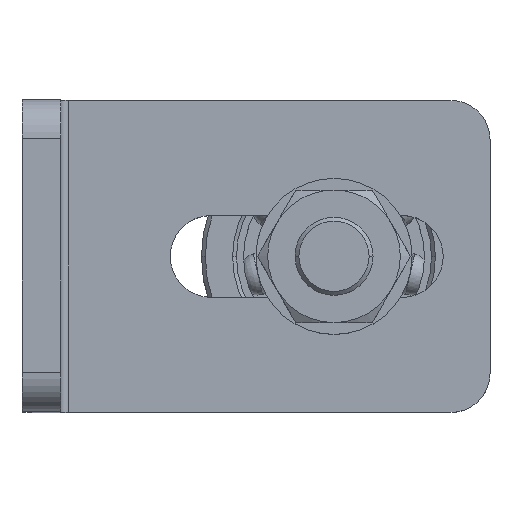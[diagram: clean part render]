
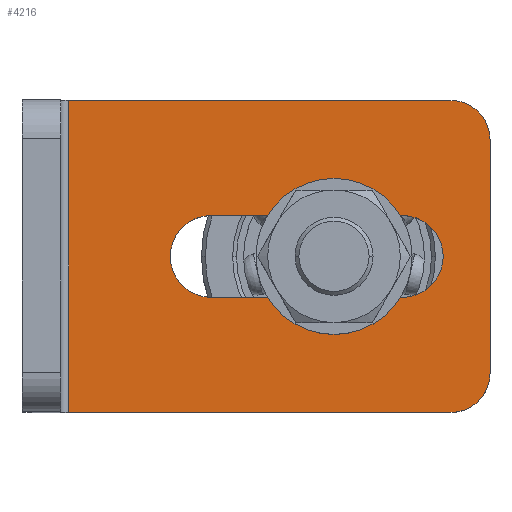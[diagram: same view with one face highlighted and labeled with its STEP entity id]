
A CAD part, top view. The second image highlights one B-rep face of the part: STEP entity #4216.
In plain terms, the highlighted planar face has unit normal (0, 0, 1).
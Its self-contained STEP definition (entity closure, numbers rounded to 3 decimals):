
#86 = VERTEX_POINT ( 'NONE', #4028 ) ;
#101 = AXIS2_PLACEMENT_3D ( 'NONE', #4385, #3097, #4472 ) ;
#205 = VECTOR ( 'NONE', #7558, 1000. ) ;
#226 = CARTESIAN_POINT ( 'NONE',  ( 55., 20., 5. ) ) ;
#230 = EDGE_CURVE ( 'NONE', #86, #4281, #2242, .T. ) ;
#268 = CIRCLE ( 'NONE', #4888, 5.25 ) ;
#394 = ORIENTED_EDGE ( 'NONE', *, *, #230, .T. ) ;
#725 = CARTESIAN_POINT ( 'NONE',  ( 60., -15., 5. ) ) ;
#733 = DIRECTION ( 'NONE',  ( -1., 0., 0. ) ) ;
#746 = FACE_BOUND ( 'NONE', #1629, .T. ) ;
#790 = CARTESIAN_POINT ( 'NONE',  ( 55., -15., 5. ) ) ;
#798 = CARTESIAN_POINT ( 'NONE',  ( 48.75, 0., 5. ) ) ;
#806 = VERTEX_POINT ( 'NONE', #725 ) ;
#905 = AXIS2_PLACEMENT_3D ( 'NONE', #790, #1657, #1767 ) ;
#912 = CIRCLE ( 'NONE', #6421, 5.25 ) ;
#943 = DIRECTION ( 'NONE',  ( 1., 0., 0. ) ) ;
#987 = DIRECTION ( 'NONE',  ( 0., 0., -1. ) ) ;
#1045 = LINE ( 'NONE', #3927, #4729 ) ;
#1061 = ORIENTED_EDGE ( 'NONE', *, *, #2119, .T. ) ;
#1232 = VERTEX_POINT ( 'NONE', #3615 ) ;
#1311 = VERTEX_POINT ( 'NONE', #1389 ) ;
#1348 = DIRECTION ( 'NONE',  ( 0., 0., -1. ) ) ;
#1389 = CARTESIAN_POINT ( 'NONE',  ( 48.75, -5.25, 5. ) ) ;
#1514 = ORIENTED_EDGE ( 'NONE', *, *, #3077, .T. ) ;
#1629 = EDGE_LOOP ( 'NONE', ( #3776, #1061, #2980, #2947, #6551 ) ) ;
#1657 = DIRECTION ( 'NONE',  ( 0., 0., 1. ) ) ;
#1767 = DIRECTION ( 'NONE',  ( -1., 0., 0. ) ) ;
#1784 = EDGE_CURVE ( 'NONE', #4802, #5728, #3014, .T. ) ;
#1967 = FACE_OUTER_BOUND ( 'NONE', #2557, .T. ) ;
#1991 = DIRECTION ( 'NONE',  ( -1., 0., 0. ) ) ;
#1992 = CARTESIAN_POINT ( 'NONE',  ( 0., -5.25, 5. ) ) ;
#2009 = CARTESIAN_POINT ( 'NONE',  ( 55., -20., 5. ) ) ;
#2017 = CARTESIAN_POINT ( 'NONE',  ( 54., 0., 5. ) ) ;
#2119 = EDGE_CURVE ( 'NONE', #5728, #1311, #268, .T. ) ;
#2242 = LINE ( 'NONE', #3906, #7026 ) ;
#2243 = CARTESIAN_POINT ( 'NONE',  ( 48.75, 0., 5. ) ) ;
#2557 = EDGE_LOOP ( 'NONE', ( #6940, #1514, #6305, #4114, #394, #3445 ) ) ;
#2642 = CARTESIAN_POINT ( 'NONE',  ( 6., 20., 5. ) ) ;
#2652 = CARTESIAN_POINT ( 'NONE',  ( 6., 20., 5. ) ) ;
#2699 = VECTOR ( 'NONE', #5878, 1000. ) ;
#2846 = LINE ( 'NONE', #2652, #205 ) ;
#2934 = EDGE_CURVE ( 'NONE', #7317, #3146, #4779, .T. ) ;
#2947 = ORIENTED_EDGE ( 'NONE', *, *, #6289, .T. ) ;
#2980 = ORIENTED_EDGE ( 'NONE', *, *, #6320, .T. ) ;
#3014 = CIRCLE ( 'NONE', #5145, 5.25 ) ;
#3039 = EDGE_CURVE ( 'NONE', #1232, #4802, #7366, .T. ) ;
#3077 = EDGE_CURVE ( 'NONE', #3609, #3146, #3464, .T. ) ;
#3097 = DIRECTION ( 'NONE',  ( 0., 0., -1. ) ) ;
#3146 = VERTEX_POINT ( 'NONE', #226 ) ;
#3151 = CARTESIAN_POINT ( 'NONE',  ( 55., 15., 5. ) ) ;
#3154 = EDGE_CURVE ( 'NONE', #7317, #86, #2846, .T. ) ;
#3322 = VECTOR ( 'NONE', #6126, 1000. ) ;
#3445 = ORIENTED_EDGE ( 'NONE', *, *, #6177, .T. ) ;
#3464 = CIRCLE ( 'NONE', #5958, 5. ) ;
#3609 = VERTEX_POINT ( 'NONE', #7612 ) ;
#3615 = CARTESIAN_POINT ( 'NONE',  ( 24.25, 5.25, 5. ) ) ;
#3665 = CARTESIAN_POINT ( 'NONE',  ( 24.25, 0., 5. ) ) ;
#3776 = ORIENTED_EDGE ( 'NONE', *, *, #1784, .T. ) ;
#3885 = EDGE_CURVE ( 'NONE', #3609, #806, #1045, .T. ) ;
#3906 = CARTESIAN_POINT ( 'NONE',  ( 0., -20., 5. ) ) ;
#3927 = CARTESIAN_POINT ( 'NONE',  ( 60., 20., 5. ) ) ;
#4028 = CARTESIAN_POINT ( 'NONE',  ( 6., -20., 5. ) ) ;
#4114 = ORIENTED_EDGE ( 'NONE', *, *, #3154, .T. ) ;
#4216 = ADVANCED_FACE ( 'NONE', ( #746, #1967 ), #6188, .F. ) ;
#4217 = VERTEX_POINT ( 'NONE', #6145 ) ;
#4281 = VERTEX_POINT ( 'NONE', #2009 ) ;
#4282 = CIRCLE ( 'NONE', #905, 5. ) ;
#4385 = CARTESIAN_POINT ( 'NONE',  ( 0., 20., 5. ) ) ;
#4472 = DIRECTION ( 'NONE',  ( -1., 0., 0. ) ) ;
#4666 = DIRECTION ( 'NONE',  ( -1., 0., 0. ) ) ;
#4729 = VECTOR ( 'NONE', #6321, 1000. ) ;
#4779 = LINE ( 'NONE', #5252, #2699 ) ;
#4802 = VERTEX_POINT ( 'NONE', #5170 ) ;
#4848 = DIRECTION ( 'NONE',  ( 0., 0., -1. ) ) ;
#4888 = AXIS2_PLACEMENT_3D ( 'NONE', #798, #1348, #6721 ) ;
#4961 = DIRECTION ( 'NONE',  ( 0., 0., 1. ) ) ;
#5145 = AXIS2_PLACEMENT_3D ( 'NONE', #2243, #987, #4666 ) ;
#5170 = CARTESIAN_POINT ( 'NONE',  ( 48.75, 5.25, 5. ) ) ;
#5252 = CARTESIAN_POINT ( 'NONE',  ( 0., 20., 5. ) ) ;
#5302 = VECTOR ( 'NONE', #7367, 1000. ) ;
#5549 = CARTESIAN_POINT ( 'NONE',  ( 0., 5.25, 5. ) ) ;
#5728 = VERTEX_POINT ( 'NONE', #2017 ) ;
#5878 = DIRECTION ( 'NONE',  ( 1., 0., 0. ) ) ;
#5958 = AXIS2_PLACEMENT_3D ( 'NONE', #3151, #4961, #1991 ) ;
#6020 = LINE ( 'NONE', #1992, #5302 ) ;
#6126 = DIRECTION ( 'NONE',  ( 1., 0., 0. ) ) ;
#6145 = CARTESIAN_POINT ( 'NONE',  ( 24.25, -5.25, 5. ) ) ;
#6177 = EDGE_CURVE ( 'NONE', #4281, #806, #4282, .T. ) ;
#6188 = PLANE ( 'NONE',  #101 ) ;
#6289 = EDGE_CURVE ( 'NONE', #4217, #1232, #912, .T. ) ;
#6305 = ORIENTED_EDGE ( 'NONE', *, *, #2934, .F. ) ;
#6320 = EDGE_CURVE ( 'NONE', #1311, #4217, #6020, .T. ) ;
#6321 = DIRECTION ( 'NONE',  ( 0., -1., 0. ) ) ;
#6421 = AXIS2_PLACEMENT_3D ( 'NONE', #3665, #4848, #733 ) ;
#6551 = ORIENTED_EDGE ( 'NONE', *, *, #3039, .T. ) ;
#6721 = DIRECTION ( 'NONE',  ( -1., 0., 0. ) ) ;
#6940 = ORIENTED_EDGE ( 'NONE', *, *, #3885, .F. ) ;
#7026 = VECTOR ( 'NONE', #943, 1000. ) ;
#7317 = VERTEX_POINT ( 'NONE', #2642 ) ;
#7366 = LINE ( 'NONE', #5549, #3322 ) ;
#7367 = DIRECTION ( 'NONE',  ( -1., 0., 0. ) ) ;
#7558 = DIRECTION ( 'NONE',  ( 0., -1., 0. ) ) ;
#7612 = CARTESIAN_POINT ( 'NONE',  ( 60., 15., 5. ) ) ;
